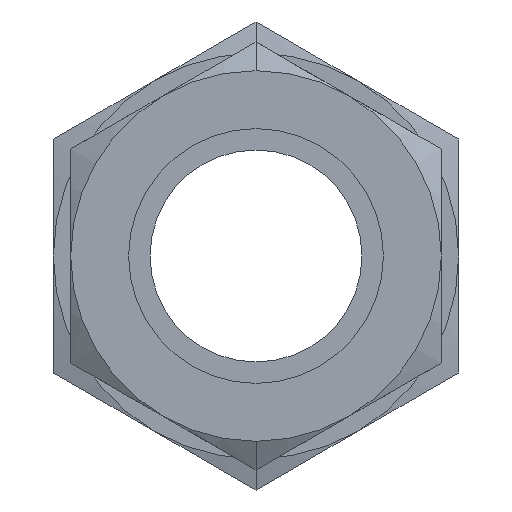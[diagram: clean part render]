
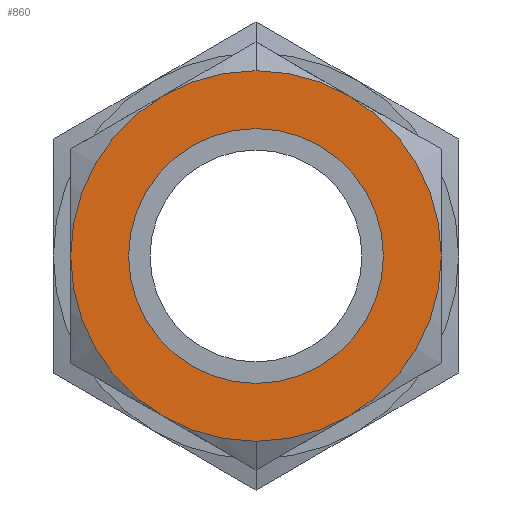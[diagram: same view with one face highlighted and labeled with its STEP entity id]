
A CAD part, left-side view. The second image highlights one B-rep face of the part: STEP entity #860.
In plain terms, the highlighted planar face has unit normal (-1, 0, 0).
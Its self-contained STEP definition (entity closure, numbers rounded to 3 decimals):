
#273 = DIRECTION ( 'NONE',  ( -1., 0., 0. ) ) ;
#291 = DIRECTION ( 'NONE',  ( 1., 0., 0. ) ) ;
#373 = EDGE_LOOP ( 'NONE', ( #3167, #4312 ) ) ;
#448 = CARTESIAN_POINT ( 'NONE',  ( 0., 0., 0. ) ) ;
#595 = CIRCLE ( 'NONE', #2197, 16. ) ;
#749 = CARTESIAN_POINT ( 'NONE',  ( 0., 0., 11. ) ) ;
#760 = CARTESIAN_POINT ( 'NONE',  ( 0., 0., -11. ) ) ;
#860 = ADVANCED_FACE ( 'NONE', ( #8673, #7924 ), #1022, .T. ) ;
#1022 = PLANE ( 'NONE',  #7499 ) ;
#1036 = CARTESIAN_POINT ( 'NONE',  ( 0., 0., 0. ) ) ;
#1541 = CARTESIAN_POINT ( 'NONE',  ( 0., 0., 0. ) ) ;
#1556 = EDGE_CURVE ( 'NONE', #8954, #7421, #595, .T. ) ;
#1609 = VERTEX_POINT ( 'NONE', #749 ) ;
#2197 = AXIS2_PLACEMENT_3D ( 'NONE', #448, #6638, #9644 ) ;
#2257 = EDGE_CURVE ( 'NONE', #7047, #1609, #3487, .T. ) ;
#2617 = EDGE_LOOP ( 'NONE', ( #4438, #3571 ) ) ;
#2819 = AXIS2_PLACEMENT_3D ( 'NONE', #8270, #3680, #5804 ) ;
#3167 = ORIENTED_EDGE ( 'NONE', *, *, #2257, .T. ) ;
#3487 = CIRCLE ( 'NONE', #8635, 11. ) ;
#3571 = ORIENTED_EDGE ( 'NONE', *, *, #9369, .F. ) ;
#3680 = DIRECTION ( 'NONE',  ( 1., 0., 0. ) ) ;
#4074 = EDGE_CURVE ( 'NONE', #1609, #7047, #5546, .T. ) ;
#4078 = CARTESIAN_POINT ( 'NONE',  ( 0., 0., 8. ) ) ;
#4133 = DIRECTION ( 'NONE',  ( 0., 0., 1. ) ) ;
#4312 = ORIENTED_EDGE ( 'NONE', *, *, #4074, .T. ) ;
#4438 = ORIENTED_EDGE ( 'NONE', *, *, #1556, .F. ) ;
#4455 = DIRECTION ( 'NONE',  ( 0., 0., -1. ) ) ;
#5387 = AXIS2_PLACEMENT_3D ( 'NONE', #1541, #9180, #4455 ) ;
#5546 = CIRCLE ( 'NONE', #2819, 11. ) ;
#5804 = DIRECTION ( 'NONE',  ( 0., 0., 1. ) ) ;
#6638 = DIRECTION ( 'NONE',  ( 1., 0., 0. ) ) ;
#7047 = VERTEX_POINT ( 'NONE', #760 ) ;
#7421 = VERTEX_POINT ( 'NONE', #7996 ) ;
#7499 = AXIS2_PLACEMENT_3D ( 'NONE', #4078, #273, #4133 ) ;
#7864 = CARTESIAN_POINT ( 'NONE',  ( 0., 0., 16. ) ) ;
#7924 = FACE_OUTER_BOUND ( 'NONE', #2617, .T. ) ;
#7996 = CARTESIAN_POINT ( 'NONE',  ( 0., 0., -16. ) ) ;
#8270 = CARTESIAN_POINT ( 'NONE',  ( 0., 0., 0. ) ) ;
#8635 = AXIS2_PLACEMENT_3D ( 'NONE', #1036, #291, #9228 ) ;
#8673 = FACE_BOUND ( 'NONE', #373, .T. ) ;
#8954 = VERTEX_POINT ( 'NONE', #7864 ) ;
#9180 = DIRECTION ( 'NONE',  ( 1., 0., 0. ) ) ;
#9228 = DIRECTION ( 'NONE',  ( 0., 0., -1. ) ) ;
#9369 = EDGE_CURVE ( 'NONE', #7421, #8954, #9712, .T. ) ;
#9644 = DIRECTION ( 'NONE',  ( 0., 0., 1. ) ) ;
#9712 = CIRCLE ( 'NONE', #5387, 16. ) ;
